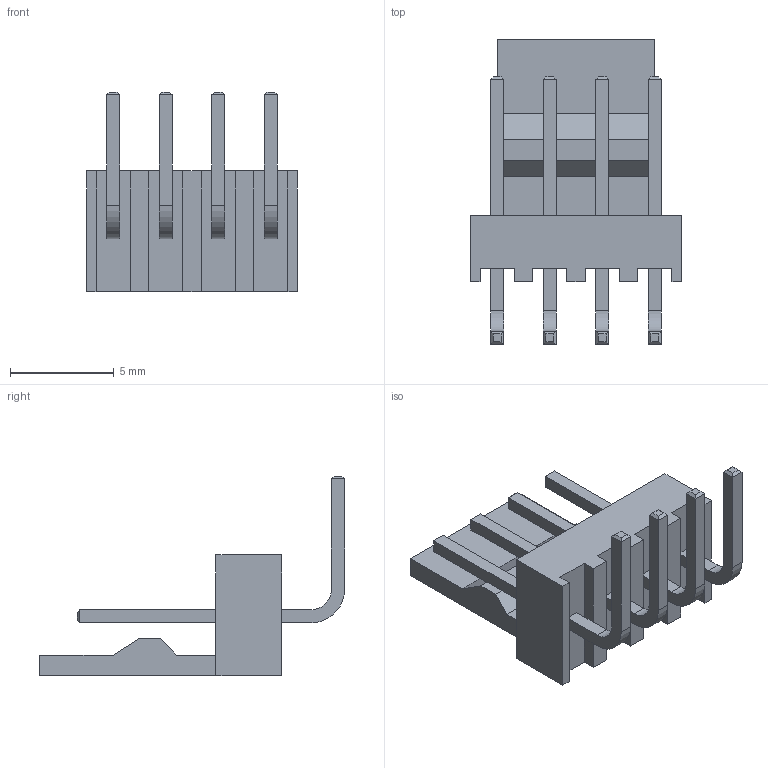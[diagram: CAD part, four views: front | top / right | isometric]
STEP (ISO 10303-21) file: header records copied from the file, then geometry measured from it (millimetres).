
FILE_DESCRIPTION((''),'2;1');
FILE_NAME('022124042','2012-02-15T',('gga'),(''),'PRO/ENGINEER BY PARAMETRIC TECHNOLOGY CORPORATION, 2003451','PRO/ENGINEER BY PARAMETRIC TECHNOLOGY CORPORATION, 2003451','');
FILE_SCHEMA(('CONFIG_CONTROL_DESIGN'));
Length unit declared in the file: millimetre
Products named in the file (1): 022124042
Bounding box: 10.16 x 14.74 x 9.64 mm (x, y, z)
Volume: 264.5 mm3; surface area: 574.5 mm2
Topology: 1 solids, 1 shells, 133 faces, 337 edges, 218 vertices
Faces by surface type: plane 125, cylinder 8
Entity records: 3940 total; most frequent: CARTESIAN_POINT 680, ORIENTED_EDGE 656, DIRECTION 631, EDGE_CURVE 328, VECTOR 313, LINE 313, VERTEX_POINT 208, AXIS2_PLACEMENT_3D 159
